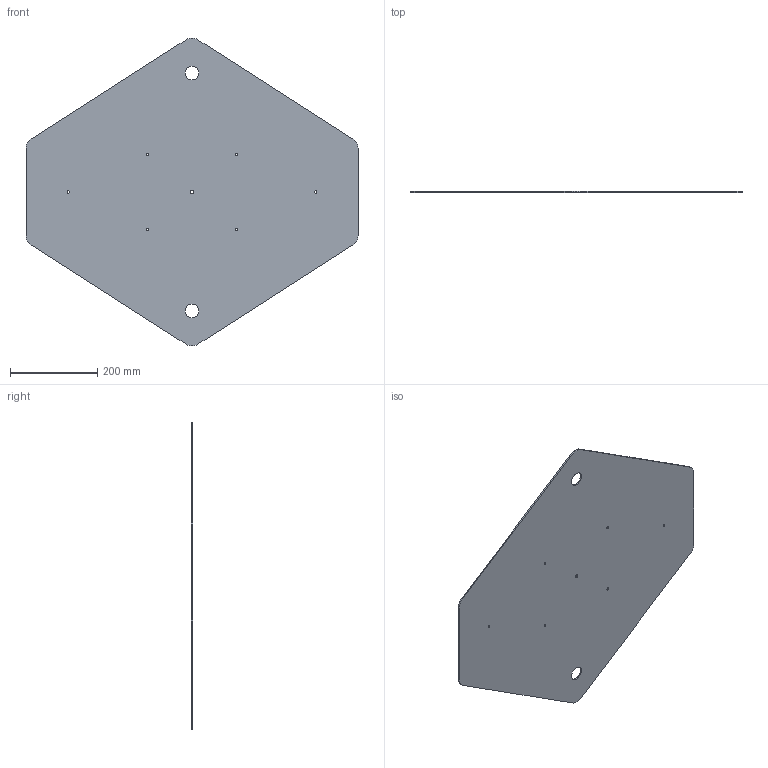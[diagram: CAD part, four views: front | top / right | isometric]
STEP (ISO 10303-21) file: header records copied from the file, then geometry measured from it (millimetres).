
FILE_DESCRIPTION(/* description */ (''),/* implementation_level */ '2;1');
FILE_NAME(/* name */ 'Floor plate.ipt.stp',/* time_stamp */ '2014-12-18T16:48:03-08:00',/* author */ ('Autodesk Inc.'),/* organization */ ('Autodesk Inc.'),/* preprocessor_version */ 'ST-DEVELOPER v15.6',/* originating_system */ 'Autodesk Inventor 2015',/* authorisation */ '');
FILE_SCHEMA (('AUTOMOTIVE_DESIGN { 1 0 10303 214 3 1 1 }'));
Length unit declared in the file: inch
Products named in the file (1): Floor plate
Bounding box: 762 x 3 x 706.49 mm (x, y, z)
Volume: 1073951.2 mm3; surface area: 723688.9 mm2
Topology: 1 solids, 1 shells, 23 faces, 63 edges, 42 vertices
Faces by surface type: cylinder 15, plane 8
Full cylindrical faces by diameter (mm): 5.334 x6, 7.62 x1, 31.75 x2
Entity records: 771 total; most frequent: DIRECTION 132, CARTESIAN_POINT 120, ORIENTED_EDGE 108, EDGE_CURVE 54, AXIS2_PLACEMENT_3D 54, EDGE_LOOP 50, VERTEX_POINT 42, CIRCLE 30
